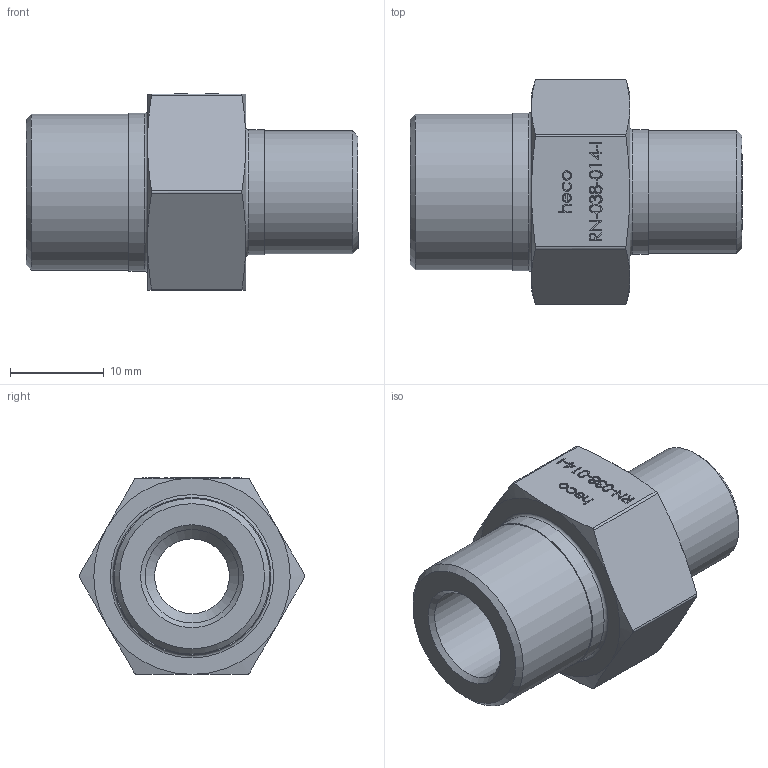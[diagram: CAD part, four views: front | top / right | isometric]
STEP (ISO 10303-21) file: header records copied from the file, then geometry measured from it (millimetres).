
FILE_DESCRIPTION (( 'STEP AP214' ), '1' );
FILE_NAME ('heco_RN-038-014-I.STEP', '2016-07-04T09:49:10', ( '' ), ( '' ), 'SwSTEP 2.0', 'SolidWorks 2011', '' );
FILE_SCHEMA (( 'AUTOMOTIVE_DESIGN' ));
Length unit declared in the file: millimetre
Products named in the file (1): heco_RN-038-014-I
Bounding box: 35.5 x 24.15 x 21.05 mm (x, y, z)
Volume: 6165.2 mm3; surface area: 3518.9 mm2
Topology: 1 solids, 1 shells, 228 faces, 576 edges, 378 vertices
Faces by surface type: plane 108, bspline 89, cone 17, cylinder 12, torus 2
Full cylindrical faces by diameter (mm): 8 x1, 10 x1, 13.157 x1, 13.357 x1, 16.662 x1, 16.862 x1
Entity records: 13681 total; most frequent: CARTESIAN_POINT 6947, ORIENTED_EDGE 1122, DIRECTION 657, EDGE_CURVE 561, VERTEX_POINT 376, LINE 317, VECTOR 317, EDGE_LOOP 271
